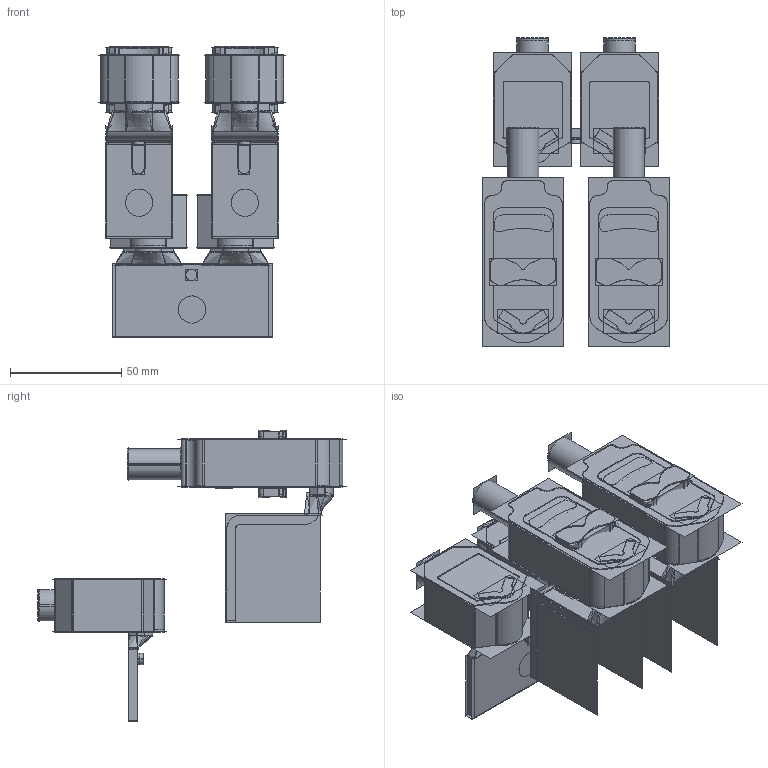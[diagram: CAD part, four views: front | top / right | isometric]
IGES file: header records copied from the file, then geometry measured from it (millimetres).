
Start section:  PTC IGES file: 1seb619274_asm.igs
Global section: file name: 1seb619274_asm.igs; native system: Creo Parametric by PTC Inc.; preprocessor: 2019164; author: FIALPRI1; organization: Unknown; date: 20200805.112935; units: millimetre
Bounding box: 83.82 x 138.34 x 130.71 mm (x, y, z)
Surface area: 2889878 mm2 (no closed solid volume)
Topology: 0 solids, 0 shells, 3060 faces, 44221 edges, 57634 vertices
Faces by surface type: bspline 2008, revolution 716, extrusion 336
